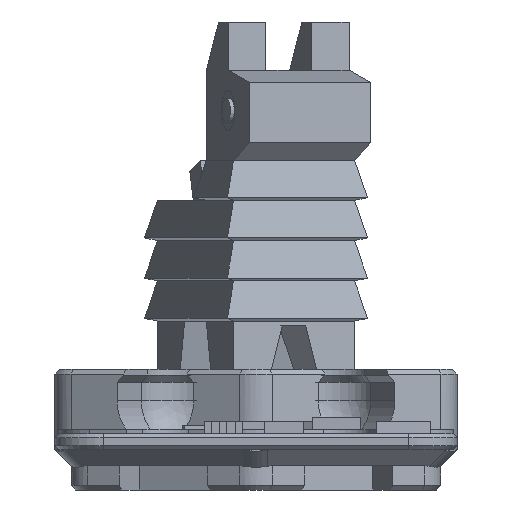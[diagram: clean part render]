
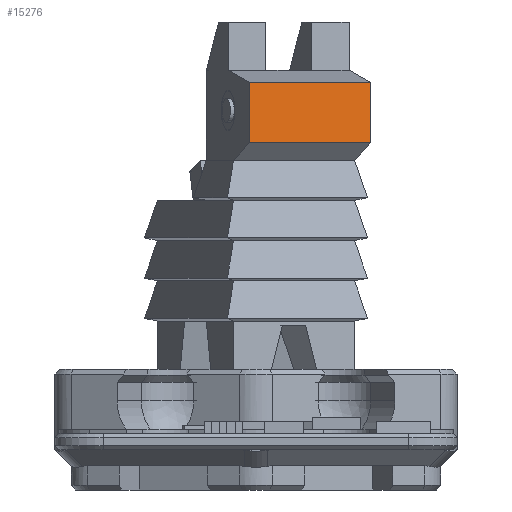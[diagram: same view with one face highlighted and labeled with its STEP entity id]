
A CAD part, left-side view. The second image highlights one B-rep face of the part: STEP entity #15276.
In plain terms, the highlighted planar face has unit normal (-0.941, -0.338, 0).
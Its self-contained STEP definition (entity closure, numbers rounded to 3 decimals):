
#809=FACE_OUTER_BOUND('',#1680,.T.);
#1680=EDGE_LOOP('',(#10685,#10686,#10687,#10688));
#2533=LINE('',#20857,#4423);
#2808=LINE('',#21497,#4698);
#2809=LINE('',#21500,#4699);
#2810=LINE('',#21501,#4700);
#4423=VECTOR('',#17092,10.);
#4698=VECTOR('',#17715,10.);
#4699=VECTOR('',#17718,10.);
#4700=VECTOR('',#17719,10.);
#6287=VERTEX_POINT('',#20854);
#6288=VERTEX_POINT('',#20856);
#6479=VERTEX_POINT('',#21495);
#6480=VERTEX_POINT('',#21499);
#7771=EDGE_CURVE('',#6287,#6288,#2533,.T.);
#8094=EDGE_CURVE('',#6479,#6288,#2808,.T.);
#8095=EDGE_CURVE('',#6479,#6480,#2809,.T.);
#8096=EDGE_CURVE('',#6480,#6287,#2810,.T.);
#10685=ORIENTED_EDGE('',*,*,#8095,.F.);
#10686=ORIENTED_EDGE('',*,*,#8094,.T.);
#10687=ORIENTED_EDGE('',*,*,#7771,.F.);
#10688=ORIENTED_EDGE('',*,*,#8096,.F.);
#14576=PLANE('',#16209);
#15276=ADVANCED_FACE('',(#809),#14576,.T.);
#16209=AXIS2_PLACEMENT_3D('',#21498,#17716,#17717);
#17092=DIRECTION('',(0.,0.,1.));
#17715=DIRECTION('',(-0.338,0.941,0.));
#17716=DIRECTION('center_axis',(-0.941,-0.338,0.));
#17717=DIRECTION('ref_axis',(0.,0.,
1.));
#17718=DIRECTION('',(0.,0.,-1.));
#17719=DIRECTION('',(-0.338,0.941,0.));
#20854=CARTESIAN_POINT('',(-21.527,55.773,38.184));
#20856=CARTESIAN_POINT('',(-21.527,55.773,45.684));
#20857=CARTESIAN_POINT('',(-21.527,55.773,45.684));
#21495=CARTESIAN_POINT('',(-16.121,40.714,45.684));
#21497=CARTESIAN_POINT('',(-16.121,40.714,45.684));
#21498=CARTESIAN_POINT('Origin',(-16.121,40.714,38.184));
#21499=CARTESIAN_POINT('',(-16.121,40.714,38.184));
#21500=CARTESIAN_POINT('',(-16.121,40.714,45.684));
#21501=CARTESIAN_POINT('',(-16.121,40.714,38.184));
